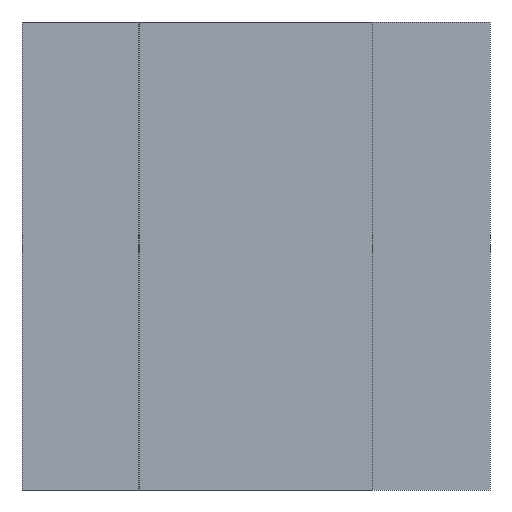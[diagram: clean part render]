
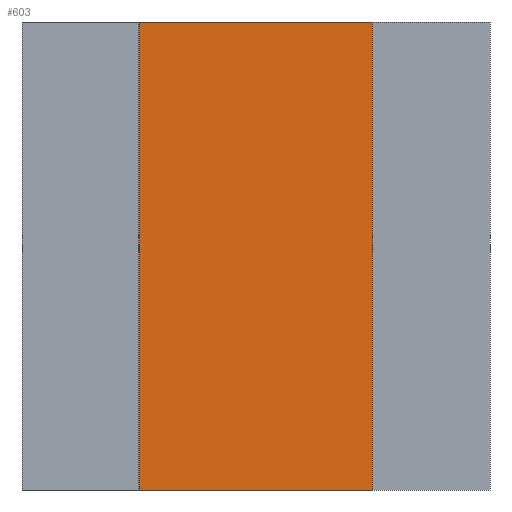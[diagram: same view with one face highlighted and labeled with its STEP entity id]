
A CAD part, front view. The second image highlights one B-rep face of the part: STEP entity #603.
In plain terms, the highlighted planar face has unit normal (0, -1, 0).
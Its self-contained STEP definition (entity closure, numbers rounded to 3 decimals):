
#9 = VERTEX_POINT ( 'NONE', #129 ) ;
#10 = ORIENTED_EDGE ( 'NONE', *, *, #343, .T. ) ;
#44 = EDGE_LOOP ( 'NONE', ( #634, #417, #712, #10 ) ) ;
#45 = DIRECTION ( 'NONE',  ( 0., 0., -1. ) ) ;
#50 = VERTEX_POINT ( 'NONE', #309 ) ;
#54 = VECTOR ( 'NONE', #365, 1000. ) ;
#82 = LINE ( 'NONE', #678, #54 ) ;
#106 = LINE ( 'NONE', #208, #588 ) ;
#112 = VERTEX_POINT ( 'NONE', #739 ) ;
#129 = CARTESIAN_POINT ( 'NONE',  ( 2., -28., 0. ) ) ;
#138 = EDGE_CURVE ( 'NONE', #253, #112, #106, .T. ) ;
#190 = CARTESIAN_POINT ( 'NONE',  ( -2., -28., -8. ) ) ;
#208 = CARTESIAN_POINT ( 'NONE',  ( 2., -28., -8. ) ) ;
#219 = VECTOR ( 'NONE', #433, 1000. ) ;
#235 = PLANE ( 'NONE',  #305 ) ;
#253 = VERTEX_POINT ( 'NONE', #457 ) ;
#305 = AXIS2_PLACEMENT_3D ( 'NONE', #407, #401, #45 ) ;
#309 = CARTESIAN_POINT ( 'NONE',  ( -2., -28., 0. ) ) ;
#343 = EDGE_CURVE ( 'NONE', #112, #9, #82, .T. ) ;
#365 = DIRECTION ( 'NONE',  ( 0., 0., 1. ) ) ;
#371 = CARTESIAN_POINT ( 'NONE',  ( 2., -28., 0. ) ) ;
#372 = EDGE_CURVE ( 'NONE', #253, #50, #408, .T. ) ;
#401 = DIRECTION ( 'NONE',  ( 0., -1., 0. ) ) ;
#407 = CARTESIAN_POINT ( 'NONE',  ( 2., -28., -8. ) ) ;
#408 = LINE ( 'NONE', #190, #219 ) ;
#409 = EDGE_CURVE ( 'NONE', #50, #9, #590, .T. ) ;
#417 = ORIENTED_EDGE ( 'NONE', *, *, #372, .F. ) ;
#433 = DIRECTION ( 'NONE',  ( 0., 0., 1. ) ) ;
#457 = CARTESIAN_POINT ( 'NONE',  ( -2., -28., -8. ) ) ;
#506 = DIRECTION ( 'NONE',  ( 1., 0., 0. ) ) ;
#588 = VECTOR ( 'NONE', #506, 1000. ) ;
#590 = LINE ( 'NONE', #371, #693 ) ;
#603 = ADVANCED_FACE ( 'NONE', ( #664 ), #235, .T. ) ;
#606 = DIRECTION ( 'NONE',  ( 1., 0., 0. ) ) ;
#634 = ORIENTED_EDGE ( 'NONE', *, *, #409, .F. ) ;
#664 = FACE_OUTER_BOUND ( 'NONE', #44, .T. ) ;
#678 = CARTESIAN_POINT ( 'NONE',  ( 2., -28., -8. ) ) ;
#693 = VECTOR ( 'NONE', #606, 1000. ) ;
#712 = ORIENTED_EDGE ( 'NONE', *, *, #138, .T. ) ;
#739 = CARTESIAN_POINT ( 'NONE',  ( 2., -28., -8. ) ) ;
